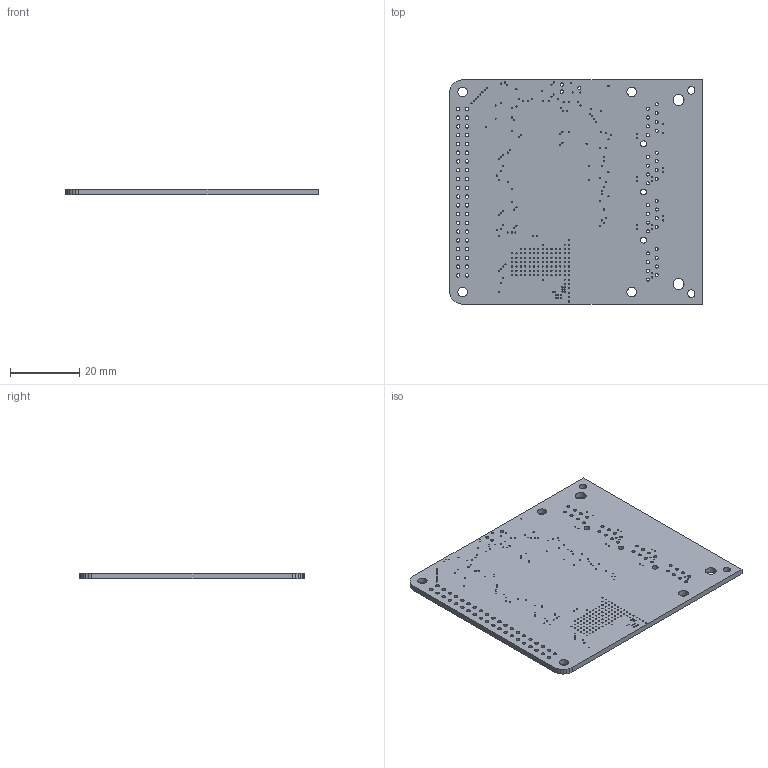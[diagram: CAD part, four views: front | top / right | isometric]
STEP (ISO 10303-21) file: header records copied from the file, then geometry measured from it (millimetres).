
FILE_DESCRIPTION(('for SolidWorks'),'2;1');
FILE_NAME('mppcInterfacePcb.step','2016-10-18T18:57:34',('sawaiz'),(''), 'Open CASCADE STEP processor 6.6','DipTrace','Unknown');
FILE_SCHEMA(('AUTOMOTIVE_DESIGN { 1 0 10303 214 1 1 1 1 }'));
Length unit declared in the file: millimetre
Products named in the file (2): PCB; Board
Assembly tree (1 placements, depth 2):
  PCB
    Board
Bounding box: 73.25 x 65 x 1.6 mm (x, y, z)
Volume: 7401.1 mm3; surface area: 10611.8 mm2
Topology: 1 solids, 1 shells, 362 faces, 1080 edges, 720 vertices
Faces by surface type: cylinder 344, plane 18
Full cylindrical faces by diameter (mm): 0.33 x258, 0.89 x32, 0.95 x3, 1.016 x40, 1.676 x3, 2.159 x2, 2.75 x4, 3.175 x2
Entity records: 14005 total; most frequent: DIRECTION 2496, CARTESIAN_POINT 2164, ORIENTED_EDGE 2160, EDGE_CURVE 1080, AXIS2_PLACEMENT_3D 1052, FACE_BOUND 1050, EDGE_LOOP 1050, VERTEX_POINT 720
